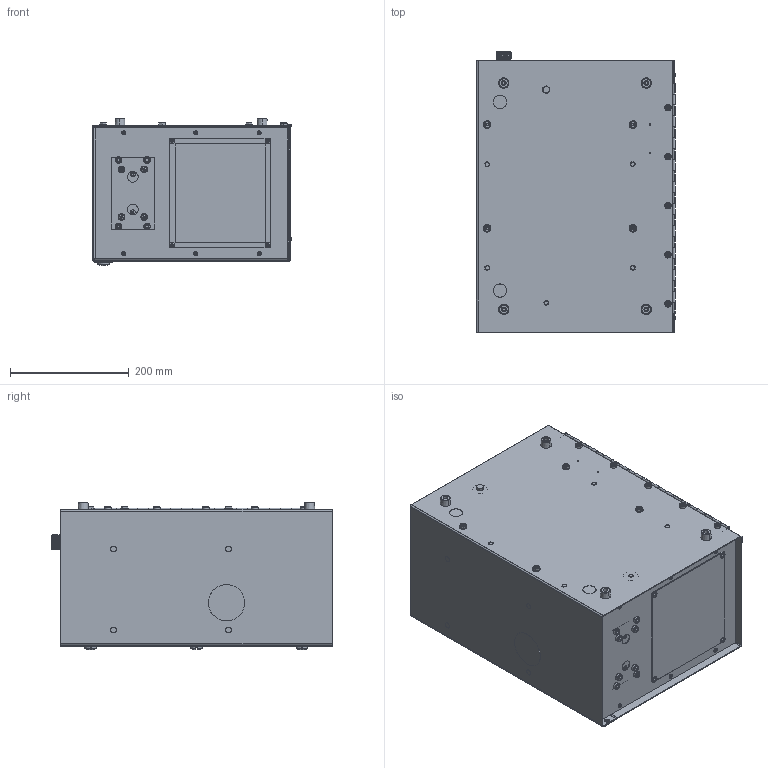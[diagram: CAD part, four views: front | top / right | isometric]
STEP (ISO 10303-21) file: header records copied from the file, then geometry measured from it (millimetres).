
FILE_DESCRIPTION (( 'STEP AP214' ), '1' );
FILE_NAME ('EN6001 BSW - S Plus.STEP', '2026-01-28T16:22:42', ( '' ), ( '' ), 'SwSTEP 2.0', 'SolidWorks 2025', '' );
FILE_SCHEMA (( 'AUTOMOTIVE_DESIGN' ));
Length unit declared in the file: millimetre
Products named in the file (1): EN6001 BSW - S Plus
Bounding box: 335.11 x 471.97 x 248.28 mm (x, y, z)
Surface area: 1322202 mm2 (no closed solid volume)
Topology: 0 solids, 272 shells, 1173 faces, 5059 edges, 4016 vertices
Faces by surface type: plane 508, cylinder 349, cone 168, sphere 57, torus 51, bspline 40
Entity records: 71431 total; most frequent: CARTESIAN_POINT 17871, DIRECTION 9077, ORIENTED_EDGE 6704, EDGE_CURVE 5055, VERTEX_POINT 4016, AXIS2_PLACEMENT_3D 3365, VECTOR 2347, LINE 2347
